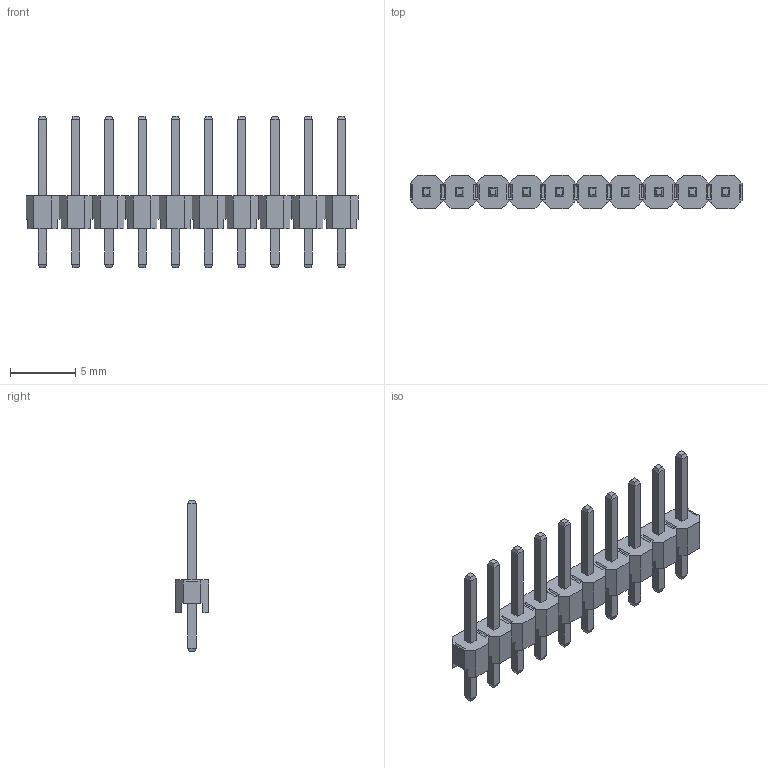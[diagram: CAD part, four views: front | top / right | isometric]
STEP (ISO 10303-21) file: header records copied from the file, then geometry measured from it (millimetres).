
FILE_DESCRIPTION(('STEP AP214'), '1');
FILE_NAME('PLS', '', ('UNSPECIFIED'), ('UNSPECIFIED'), 'ASCON STEP Converter 1.6', 'ASCON Math Kernel', '');
FILE_SCHEMA(('AUTOMOTIVE_DESIGN { 1 0 10303 214 3 1 1}'));
Length unit declared in the file: millimetre
Bounding box: 25.4 x 2.54 x 11.6 mm (x, y, z)
Volume: 153.7 mm3; surface area: 542.7 mm2
Topology: 1 solids, 1 shells, 337 faces, 838 edges, 532 vertices
Faces by surface type: plane 337
Entity records: 12428 total; most frequent: CARTESIAN_POINT 1708, ORIENTED_EDGE 1676, DIRECTION 1514, EDGE_CURVE 838, LINE 838, VECTOR 838, VERTEX_POINT 532, FACE_BOUND 366
